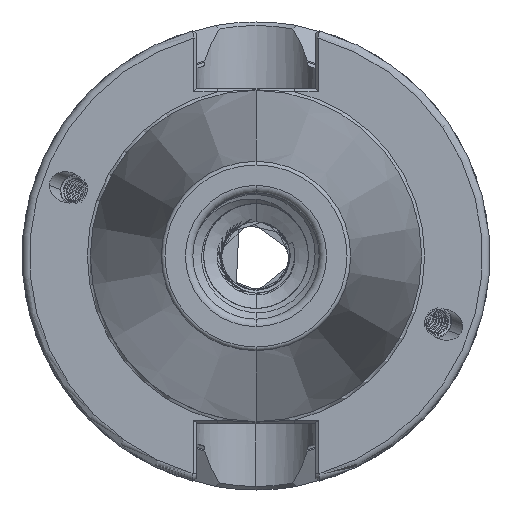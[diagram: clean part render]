
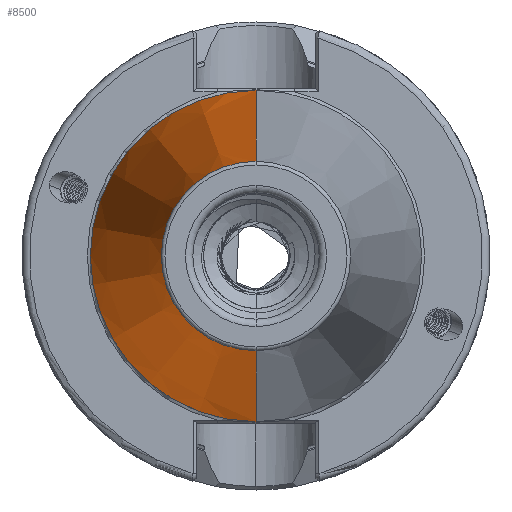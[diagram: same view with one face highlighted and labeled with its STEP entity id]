
A CAD part, left-side view. The second image highlights one B-rep face of the part: STEP entity #8500.
In plain terms, the highlighted conical face has half-angle 8.297 degrees and reference radius 22.298 mm.
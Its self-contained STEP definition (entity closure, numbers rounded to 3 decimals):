
#1400 = VECTOR ( 'NONE', #5468, 1000. ) ;
#1473 = VECTOR ( 'NONE', #5345, 1000. ) ;
#1476 = AXIS2_PLACEMENT_3D ( 'NONE', #5342, #5349, #5350 ) ;
#1477 = AXIS2_PLACEMENT_3D ( 'NONE', #5339, #5340, #5341 ) ;
#2973 = EDGE_CURVE ( 'NONE', #4547, #4548, #5665, .T. ) ;
#2974 = EDGE_CURVE ( 'NONE', #4548, #4546, #5343, .T. ) ;
#2976 = EDGE_CURVE ( 'NONE', #4545, #4546, #5666, .T. ) ;
#2997 = EDGE_CURVE ( 'NONE', #4547, #4545, #5466, .T. ) ;
#3600 = EDGE_LOOP ( 'NONE', ( #3862, #3864, #3863, #3865 ) ) ;
#3862 = ORIENTED_EDGE ( 'NONE', *, *, #2973, .T. ) ;
#3863 = ORIENTED_EDGE ( 'NONE', *, *, #2976, .F. ) ;
#3864 = ORIENTED_EDGE ( 'NONE', *, *, #2974, .T. ) ;
#3865 = ORIENTED_EDGE ( 'NONE', *, *, #2997, .F. ) ;
#4545 = VERTEX_POINT ( 'NONE', #8714 ) ;
#4546 = VERTEX_POINT ( 'NONE', #8715 ) ;
#4547 = VERTEX_POINT ( 'NONE', #8716 ) ;
#4548 = VERTEX_POINT ( 'NONE', #8717 ) ;
#5339 = CARTESIAN_POINT ( 'NONE',  ( -66.972, 0., 0. ) ) ;
#5340 = DIRECTION ( 'NONE',  ( 1., 0., 0. ) ) ;
#5341 = DIRECTION ( 'NONE',  ( 0., 0., -1. ) ) ;
#5342 = CARTESIAN_POINT ( 'NONE',  ( -1.5, 0., 0. ) ) ;
#5343 = LINE ( 'NONE', #5344, #1473 ) ;
#5344 = CARTESIAN_POINT ( 'NONE',  ( -1.5, 0., 22.298 ) ) ;
#5345 = DIRECTION ( 'NONE',  ( 0.99, 0., 0.144 ) ) ;
#5349 = DIRECTION ( 'NONE',  ( 1., 0., 0. ) ) ;
#5350 = DIRECTION ( 'NONE',  ( 0., 0., -1. ) ) ;
#5466 = LINE ( 'NONE', #5467, #1400 ) ;
#5467 = CARTESIAN_POINT ( 'NONE',  ( -1.5, 0., -22.298 ) ) ;
#5468 = DIRECTION ( 'NONE',  ( 0.99, 0., -0.144 ) ) ;
#5665 = CIRCLE ( 'NONE', #1477, 12.75 ) ;
#5666 = CIRCLE ( 'NONE', #1476, 22.298 ) ;
#8500 = ADVANCED_FACE ( 'NONE', ( #13787 ), #9762, .T. ) ;
#8714 = CARTESIAN_POINT ( 'NONE',  ( -1.5, 0., -22.298 ) ) ;
#8715 = CARTESIAN_POINT ( 'NONE',  ( -1.5, 0., 22.298 ) ) ;
#8716 = CARTESIAN_POINT ( 'NONE',  ( -66.972, 0., -12.75 ) ) ;
#8717 = CARTESIAN_POINT ( 'NONE',  ( -66.972, 0., 12.75 ) ) ;
#9762 = CONICAL_SURFACE ( 'NONE', #13790, 22.298, 0.145 ) ;
#13787 = FACE_OUTER_BOUND ( 'NONE', #3600, .T. ) ;
#13790 = AXIS2_PLACEMENT_3D ( 'NONE', #16365, #16366, #16367 ) ;
#16365 = CARTESIAN_POINT ( 'NONE',  ( -1.5, 0., 0. ) ) ;
#16366 = DIRECTION ( 'NONE',  ( 1., 0., 0. ) ) ;
#16367 = DIRECTION ( 'NONE',  ( 0., 0., -1. ) ) ;
